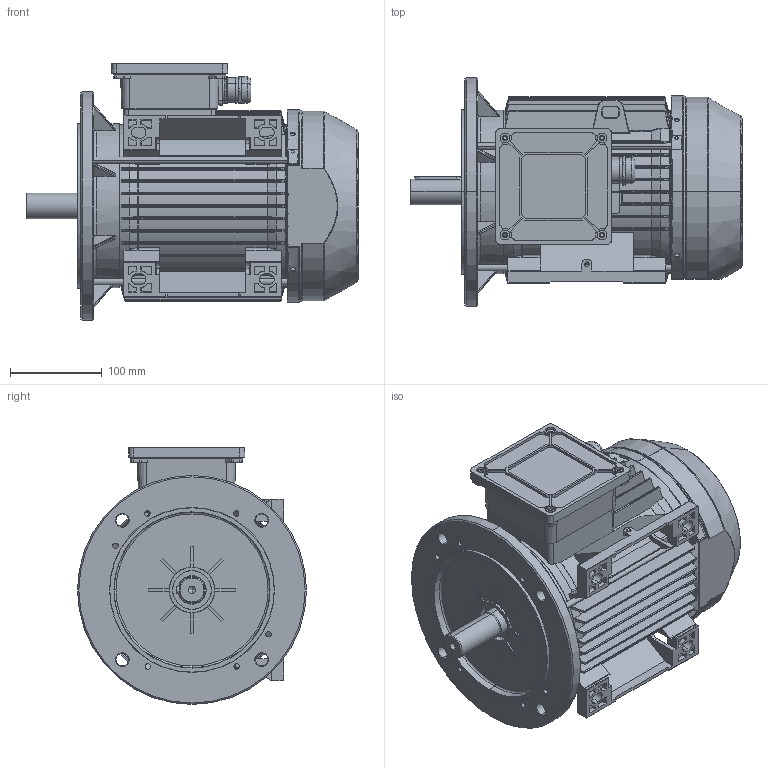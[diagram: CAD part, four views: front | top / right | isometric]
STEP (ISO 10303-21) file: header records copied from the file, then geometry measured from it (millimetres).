
FILE_DESCRIPTION (( 'STEP AP214' ), '1' );
FILE_NAME ('FCAP 100L-B3 B5-IC411-2-4-6-8 POLES-TB RIGHT.STEP', '2024-09-20T12:14:41', ( '' ), ( '' ), 'SwSTEP 2.0', 'SolidWorks 2024', '' );
FILE_SCHEMA (( 'AUTOMOTIVE_DESIGN' ));
Length unit declared in the file: millimetre
Products named in the file (16): Guarnizione scatola-coperchio tipo 100; Coprimorsettiera tipo 100_Passante doppio; Tirante M7x233; parallel_din_Parallel key A8 x 7 x 50 DIN 6885; Scudo C100-112T posteriore; GRUPPO COPRIMORSETTIERA 100L; Copriventola tipo 100; FCAP 100L-B3 B5-IC411-2-4-6-8 POLES-TB RIGHT; Flangia FC100-112T_Cuscinetto_6206; Tappo M25; Coperchio scatola morsetti tipo 100; Targhetta motore_LAMIERA ALLUMINIO; Carcassa 100L-B3 M-Lat; Guarnizione scatola-motore tipo 100; Albero C100L - Autoventilato; PRESSACAVO M25
Assembly tree (18 placements, depth 3):
  FCAP 100L-B3 B5-IC411-2-4-6-8 POLES-TB RIGHT
    Albero C100L - Autoventilato
    Scudo C100-112T posteriore
    Targhetta motore_LAMIERA ALLUMINIO
    Copriventola tipo 100
    parallel_din_Parallel key A8 x 7 x 50 DIN 6885
    Carcassa 100L-B3 M-Lat
    GRUPPO COPRIMORSETTIERA 100L
      Coprimorsettiera tipo 100_Passante doppio
      Coperchio scatola morsetti tipo 100
      Guarnizione scatola-coperchio tipo 100
      PRESSACAVO M25
      Tappo M25
      Guarnizione scatola-motore tipo 100
    Flangia FC100-112T_Cuscinetto_6206
    Tirante M7x233  x4
Bounding box: 362.5 x 250 x 280.5 mm (x, y, z)
Volume: 2255189.4 mm3; surface area: 1049647 mm2
Topology: 17 solids, 18 shells, 4194 faces, 11285 edges, 7223 vertices
Faces by surface type: plane 1851, cylinder 952, cone 520, torus 469, bspline 386, sphere 16
Entity records: 149645 total; most frequent: CARTESIAN_POINT 48860, ORIENTED_EDGE 22322, DIRECTION 19123, EDGE_CURVE 11161, VERTEX_POINT 7153, AXIS2_PLACEMENT_3D 6873, VECTOR 5377, LINE 5377
